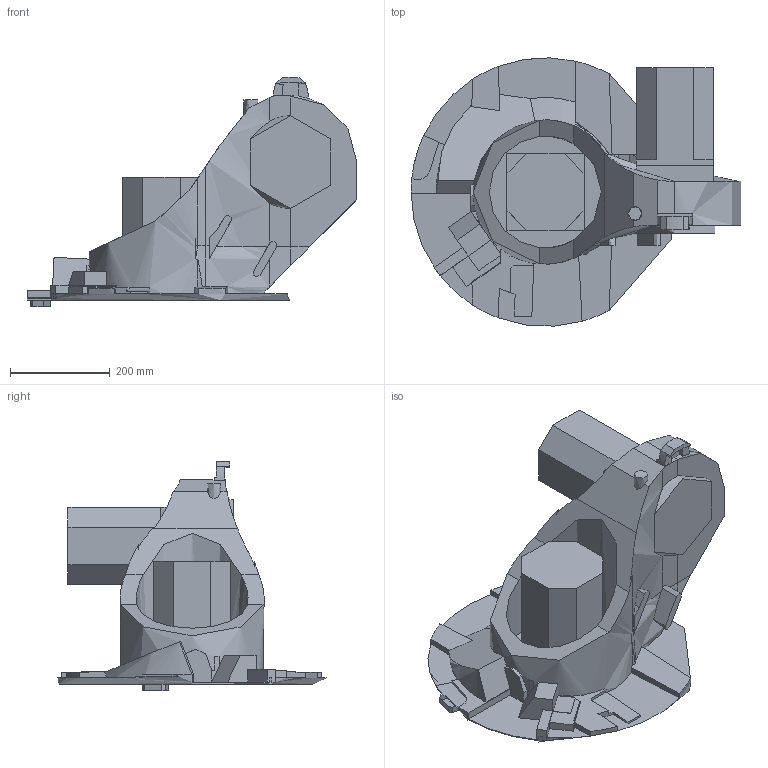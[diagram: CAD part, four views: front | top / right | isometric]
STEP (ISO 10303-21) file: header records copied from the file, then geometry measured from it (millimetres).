
FILE_DESCRIPTION(/* description */ (''),/* implementation_level */ '2;1');
FILE_NAME(/* name */ 'pruebaSolido7_ipt_db3387.STEP',/* time_stamp */ '2019-03-12T18:24:41-05:00',/* author */ ('a4lfr'),/* organization */ (''),/* preprocessor_version */ 'ST-DEVELOPER v17',/* originating_system */ 'Autodesk Inventor 2019',/* authorisation */ '');
FILE_SCHEMA (('AUTOMOTIVE_DESIGN { 1 0 10303 214 3 1 1 }'));
Length unit declared in the file: millimetre
Products named in the file (1): pruebaSolido7
Bounding box: 663 x 539.31 x 461.76 mm (x, y, z)
Volume: 25804718.2 mm3; surface area: 1336119.3 mm2
Topology: 1 solids, 1 shells, 232 faces, 669 edges, 442 vertices
Faces by surface type: plane 199, cylinder 25, bspline 7, cone 1
Full cylindrical faces by diameter (mm): 28 x1, 186.5 x1, 225 x2, 540 x1
Entity records: 8135 total; most frequent: CARTESIAN_POINT 1711, ORIENTED_EDGE 1338, DIRECTION 1220, EDGE_CURVE 669, LINE 514, VECTOR 514, VERTEX_POINT 442, AXIS2_PLACEMENT_3D 353
